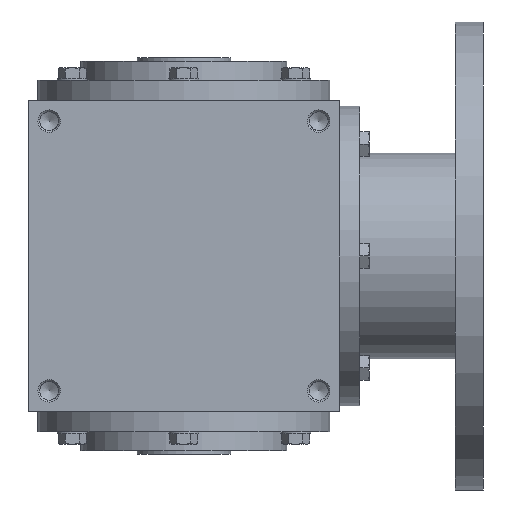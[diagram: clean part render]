
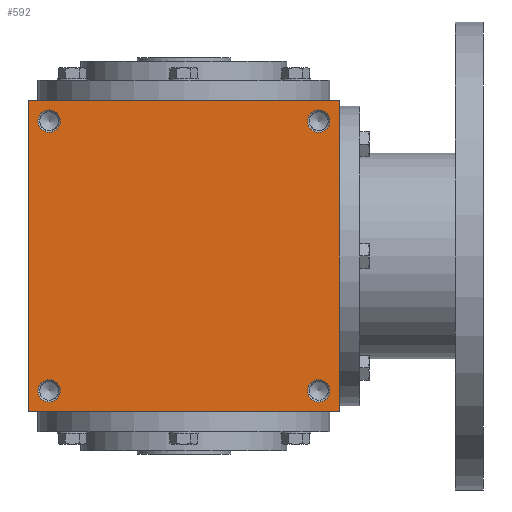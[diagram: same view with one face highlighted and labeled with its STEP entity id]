
A CAD part, front view. The second image highlights one B-rep face of the part: STEP entity #592.
In plain terms, the highlighted planar face has unit normal (0, -1, 0).
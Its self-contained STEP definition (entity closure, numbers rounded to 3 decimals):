
#592 = ADVANCED_FACE( '', ( #1209, #1210, #1211, #1212, #1213 ), #1214, .F. );
#1209 = FACE_BOUND( '', #1929, .T. );
#1210 = FACE_BOUND( '', #1930, .T. );
#1211 = FACE_BOUND( '', #1931, .T. );
#1212 = FACE_BOUND( '', #1932, .T. );
#1213 = FACE_OUTER_BOUND( '', #1933, .T. );
#1214 = PLANE( '', #1934 );
#1929 = EDGE_LOOP( '', ( #2949 ) );
#1930 = EDGE_LOOP( '', ( #2950 ) );
#1931 = EDGE_LOOP( '', ( #2951 ) );
#1932 = EDGE_LOOP( '', ( #2952 ) );
#1933 = EDGE_LOOP( '', ( #2953, #2954, #2955, #2956 ) );
#1934 = AXIS2_PLACEMENT_3D( '', #2957, #2958, #2959 );
#2949 = ORIENTED_EDGE( '', *, *, #4008, .T. );
#2950 = ORIENTED_EDGE( '', *, *, #4009, .T. );
#2951 = ORIENTED_EDGE( '', *, *, #3717, .F. );
#2952 = ORIENTED_EDGE( '', *, *, #3960, .F. );
#2953 = ORIENTED_EDGE( '', *, *, #4010, .T. );
#2954 = ORIENTED_EDGE( '', *, *, #4011, .F. );
#2955 = ORIENTED_EDGE( '', *, *, #3928, .F. );
#2956 = ORIENTED_EDGE( '', *, *, #3966, .T. );
#2957 = CARTESIAN_POINT( '', ( -83., -83., 83. ) );
#2958 = DIRECTION( '', ( 0., 1., 0. ) );
#2959 = DIRECTION( '', ( 0., 0., 1. ) );
#3717 = EDGE_CURVE( '', #4259, #4259, #4260, .T. );
#3928 = EDGE_CURVE( '', #4600, #4602, #4603, .T. );
#3960 = EDGE_CURVE( '', #4652, #4652, #4653, .T. );
#3966 = EDGE_CURVE( '', #4600, #4659, #4661, .T. );
#4008 = EDGE_CURVE( '', #4717, #4717, #4718, .T. );
#4009 = EDGE_CURVE( '', #4719, #4719, #4720, .T. );
#4010 = EDGE_CURVE( '', #4659, #4721, #4722, .T. );
#4011 = EDGE_CURVE( '', #4602, #4721, #4723, .T. );
#4259 = VERTEX_POINT( '', #4999 );
#4260 = CIRCLE( '', #5000, 6. );
#4600 = VERTEX_POINT( '', #5433 );
#4602 = VERTEX_POINT( '', #5436 );
#4603 = LINE( '', #5437, #5438 );
#4652 = VERTEX_POINT( '', #5504 );
#4653 = CIRCLE( '', #5505, 6. );
#4659 = VERTEX_POINT( '', #5511 );
#4661 = LINE( '', #5514, #5515 );
#4717 = VERTEX_POINT( '', #5594 );
#4718 = CIRCLE( '', #5595, 6. );
#4719 = VERTEX_POINT( '', #5596 );
#4720 = CIRCLE( '', #5597, 6. );
#4721 = VERTEX_POINT( '', #5598 );
#4722 = LINE( '', #5599, #5600 );
#4723 = LINE( '', #5601, #5602 );
#4999 = CARTESIAN_POINT( '', ( 72., -83., -78. ) );
#5000 = AXIS2_PLACEMENT_3D( '', #5955, #5956, #5957 );
#5433 = CARTESIAN_POINT( '', ( -83., -83., 83. ) );
#5436 = CARTESIAN_POINT( '', ( 83., -83., 83. ) );
#5437 = CARTESIAN_POINT( '', ( -83., -83., 83. ) );
#5438 = VECTOR( '', #6323, 1000. );
#5504 = CARTESIAN_POINT( '', ( 72., -83., 66. ) );
#5505 = AXIS2_PLACEMENT_3D( '', #6374, #6375, #6376 );
#5511 = CARTESIAN_POINT( '', ( -83., -83., -83. ) );
#5514 = CARTESIAN_POINT( '', ( -83., -83., 83. ) );
#5515 = VECTOR( '', #6381, 1000. );
#5594 = CARTESIAN_POINT( '', ( -72., -83., -66. ) );
#5595 = AXIS2_PLACEMENT_3D( '', #6438, #6439, #6440 );
#5596 = CARTESIAN_POINT( '', ( -72., -83., 78. ) );
#5597 = AXIS2_PLACEMENT_3D( '', #6441, #6442, #6443 );
#5598 = CARTESIAN_POINT( '', ( 83., -83., -83. ) );
#5599 = CARTESIAN_POINT( '', ( -83., -83., -83. ) );
#5600 = VECTOR( '', #6444, 1000. );
#5601 = CARTESIAN_POINT( '', ( 83., -83., 83. ) );
#5602 = VECTOR( '', #6445, 1000. );
#5955 = CARTESIAN_POINT( '', ( 72., -83., -72. ) );
#5956 = DIRECTION( '', ( 0., -1., 0. ) );
#5957 = DIRECTION( '', ( 0., 0., -1. ) );
#6323 = DIRECTION( '', ( 1., 0., 0. ) );
#6374 = CARTESIAN_POINT( '', ( 72., -83., 72. ) );
#6375 = DIRECTION( '', ( 0., -1., 0. ) );
#6376 = DIRECTION( '', ( 0., 0., -1. ) );
#6381 = DIRECTION( '', ( 0., 0., -1. ) );
#6438 = CARTESIAN_POINT( '', ( -72., -83., -72. ) );
#6439 = DIRECTION( '', ( 0., 1., 0. ) );
#6440 = DIRECTION( '', ( 0., 0., 1. ) );
#6441 = CARTESIAN_POINT( '', ( -72., -83., 72. ) );
#6442 = DIRECTION( '', ( 0., 1., 0. ) );
#6443 = DIRECTION( '', ( 0., 0., 1. ) );
#6444 = DIRECTION( '', ( 1., 0., 0. ) );
#6445 = DIRECTION( '', ( 0., 0., -1. ) );
